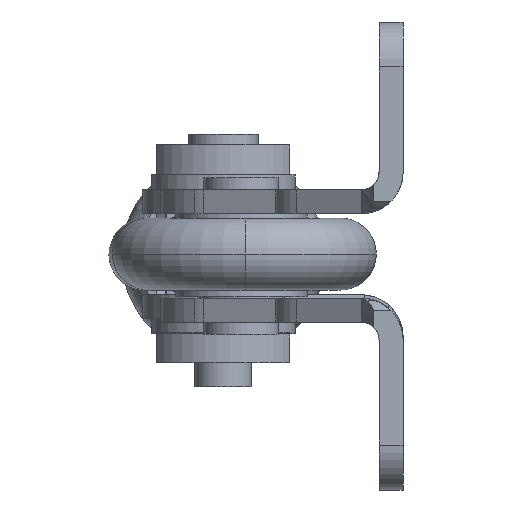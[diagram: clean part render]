
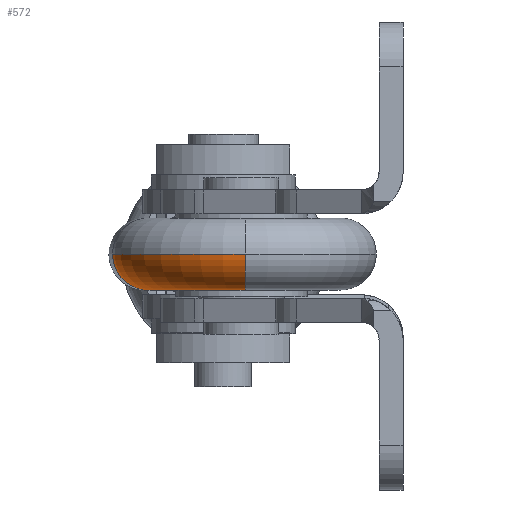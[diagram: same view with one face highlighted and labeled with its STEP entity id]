
A CAD part, left-side view. The second image highlights one B-rep face of the part: STEP entity #572.
In plain terms, the highlighted toroidal (fillet/blend) face has major radius 16 mm and minor radius 6 mm.
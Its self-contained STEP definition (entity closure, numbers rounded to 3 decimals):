
#572 = ADVANCED_FACE( '', ( #1299 ), #1300, .T. );
#1299 = FACE_OUTER_BOUND( '', #2097, .T. );
#1300 = TOROIDAL_SURFACE( '', #2098, 16., 6. );
#2097 = EDGE_LOOP( '', ( #4804, #4805, #4806, #4807, #4808 ) );
#2098 = AXIS2_PLACEMENT_3D( '', #4809, #4810, #4811 );
#4804 = ORIENTED_EDGE( '', *, *, #6122, .F. );
#4805 = ORIENTED_EDGE( '', *, *, #6123, .F. );
#4806 = ORIENTED_EDGE( '', *, *, #6124, .F. );
#4807 = ORIENTED_EDGE( '', *, *, #6125, .F. );
#4808 = ORIENTED_EDGE( '', *, *, #6117, .F. );
#4809 = CARTESIAN_POINT( '', ( -75.867, 26.469, 0.047 ) );
#4810 = DIRECTION( '', ( 0., 0., 1. ) );
#4811 = DIRECTION( '', ( 1., 0.008, 0. ) );
#6117 = EDGE_CURVE( '', #7641, #7644, #7645, .T. );
#6122 = EDGE_CURVE( '', #7653, #7641, #7654, .T. );
#6123 = EDGE_CURVE( '', #7655, #7653, #7656, .T. );
#6124 = EDGE_CURVE( '', #7657, #7655, #7658, .T. );
#6125 = EDGE_CURVE( '', #7644, #7657, #7659, .T. );
#7641 = VERTEX_POINT( '', #10176 );
#7644 = VERTEX_POINT( '', #10179 );
#7645 = CIRCLE( '', #10180, 6. );
#7653 = VERTEX_POINT( '', #10188 );
#7654 = CIRCLE( '', #10189, 22. );
#7655 = VERTEX_POINT( '', #10190 );
#7656 = CIRCLE( '', #10191, 6. );
#7657 = VERTEX_POINT( '', #10192 );
#7658 = CIRCLE( '', #10193, 6. );
#7659 = CIRCLE( '', #10194, 10. );
#10176 = CARTESIAN_POINT( '', ( -97.866, 26.299, 0.047 ) );
#10179 = CARTESIAN_POINT( '', ( -85.867, 26.391, 0.047 ) );
#10180 = AXIS2_PLACEMENT_3D( '', #12402, #12403, #12404 );
#10188 = CARTESIAN_POINT( '', ( -76.036, 48.468, 0.047 ) );
#10189 = AXIS2_PLACEMENT_3D( '', #12417, #12418, #12419 );
#10190 = CARTESIAN_POINT( '', ( -75.99, 42.468, -5.953 ) );
#10191 = AXIS2_PLACEMENT_3D( '', #12420, #12421, #12422 );
#10192 = CARTESIAN_POINT( '', ( -75.944, 36.468, 0.047 ) );
#10193 = AXIS2_PLACEMENT_3D( '', #12423, #12424, #12425 );
#10194 = AXIS2_PLACEMENT_3D( '', #12426, #12427, #12428 );
#12402 = CARTESIAN_POINT( '', ( -91.866, 26.345, 0.047 ) );
#12403 = DIRECTION( '', ( 0.008, -1., 0. ) );
#12404 = DIRECTION( '', ( -1., -0.008, 0. ) );
#12417 = CARTESIAN_POINT( '', ( -75.867, 26.469, 0.047 ) );
#12418 = DIRECTION( '', ( 0., 0., 1. ) );
#12419 = DIRECTION( '', ( 1., 0., 0. ) );
#12420 = CARTESIAN_POINT( '', ( -75.99, 42.468, 0.047 ) );
#12421 = DIRECTION( '', ( 1., 0.008, 0. ) );
#12422 = DIRECTION( '', ( 0., 0., -1. ) );
#12423 = CARTESIAN_POINT( '', ( -75.99, 42.468, 0.047 ) );
#12424 = DIRECTION( '', ( 1., 0.008, 0. ) );
#12425 = DIRECTION( '', ( 0., 0., -1. ) );
#12426 = CARTESIAN_POINT( '', ( -75.867, 26.469, 0.047 ) );
#12427 = DIRECTION( '', ( 0., 0., -1. ) );
#12428 = DIRECTION( '', ( 1., 0., 0. ) );
